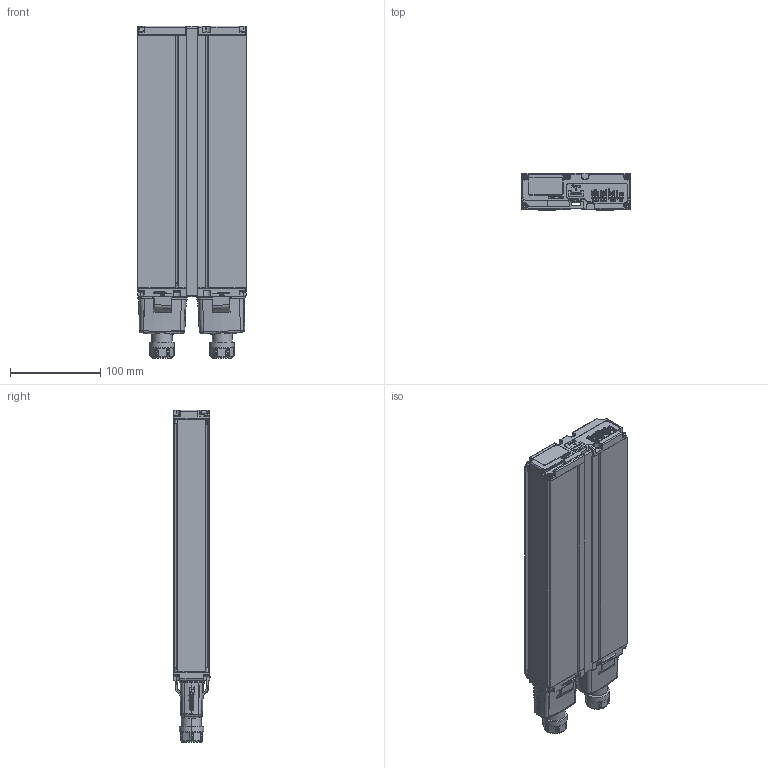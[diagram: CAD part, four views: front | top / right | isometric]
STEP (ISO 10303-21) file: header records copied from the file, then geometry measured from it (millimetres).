
FILE_DESCRIPTION (( 'STEP AP214' ), '1' );
FILE_NAME ('Z-102144_defeature.STEP', '2023-11-02T16:24:25', ( '' ), ( '' ), 'SwSTEP 2.0', 'SolidWorks 2023', '' );
FILE_SCHEMA (( 'AUTOMOTIVE_DESIGN' ));
Length unit declared in the file: millimetre
Products named in the file (5): Pflitsch Halbverschraubung S 22x1,5 KAD-4^Z-102144_defeature; Z-102144_defeature; Group2^Z-102144_defeature; Group1^Z-102144_defeature; Pflitsch Halbverschraubung S 22x1,5 KAD-1^Z-102144_defeature
Assembly tree (4 placements, depth 2):
  Z-102144_defeature
    Group1^Z-102144_defeature
    Group2^Z-102144_defeature
    Pflitsch Halbverschraubung S 22x1,5 KAD-1^Z-102144_defeature
    Pflitsch Halbverschraubung S 22x1,5 KAD-4^Z-102144_defeature
Bounding box: 120 x 40.97 x 367.61 mm (x, y, z)
Volume: 1567872.4 mm3; surface area: 215447.8 mm2
Topology: 24 solids, 26 shells, 4184 faces, 10934 edges, 7042 vertices
Faces by surface type: plane 1837, bspline 1101, cylinder 729, cone 303, torus 195, sphere 19
Entity records: 248470 total; most frequent: CARTESIAN_POINT 107710, ORIENTED_EDGE 21774, DIRECTION 15913, EDGE_CURVE 10887, VERTEX_POINT 7041, VECTOR 6097, LINE 6097, AXIS2_PLACEMENT_3D 4908
